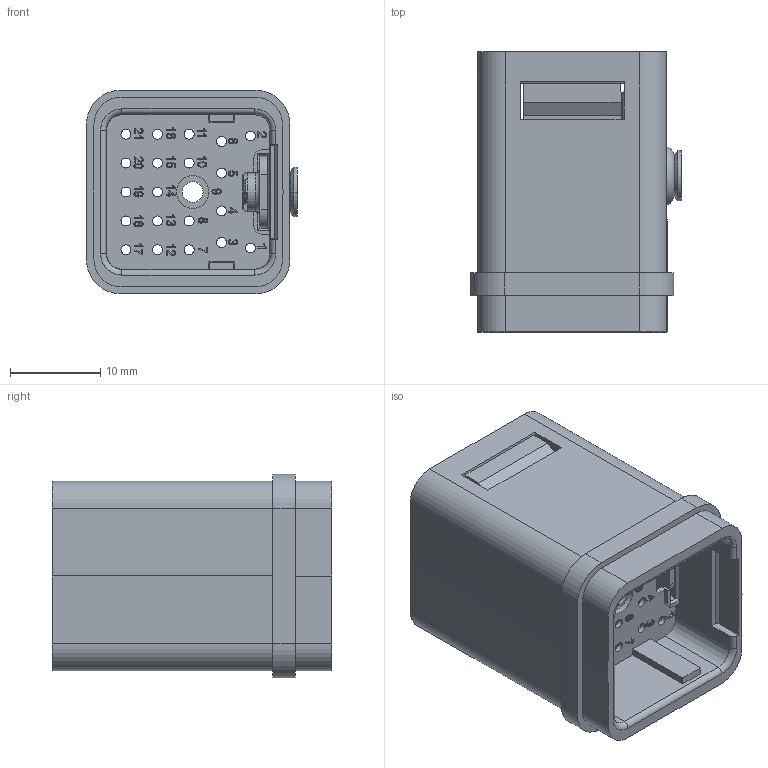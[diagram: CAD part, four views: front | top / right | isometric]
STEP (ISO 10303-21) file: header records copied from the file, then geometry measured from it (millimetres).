
FILE_DESCRIPTION(/* description */ (''),/* implementation_level */ '2;1');
FILE_NAME(/* name */ '3D_1300210100001_HQ-021-MC_V1.0_stp.stp',/* time_stamp */ '2024-01-20T16:26:03+08:00',/* author */ (''),/* organization */ (''),/* preprocessor_version */ 'ST-DEVELOPER v18.1',/* originating_system */ 'SIEMENS PLM Software NX 1980',/* authorisation */ '');
FILE_SCHEMA (('AUTOMOTIVE_DESIGN { 1 0 10303 214 3 1 1 1 }'));
Length unit declared in the file: millimetre
Products named in the file (1): ylga34E87DDAjey4
Bounding box: 23.36 x 31 x 22.52 mm (x, y, z)
Volume: 4706.6 mm3; surface area: 8255.1 mm2
Topology: 1 solids, 3 shells, 1025 faces, 2785 edges, 1842 vertices
Faces by surface type: plane 596, extrusion 178, cylinder 144, cone 77, torus 24, bspline 6
Full cylindrical faces by diameter (mm): 0.261 x1, 0.297 x1
Entity records: 40008 total; most frequent: CARTESIAN_POINT 15726, ORIENTED_EDGE 5562, DIRECTION 3936, EDGE_CURVE 2781, VERTEX_POINT 1842, VECTOR 1420, B_SPLINE_CURVE_WITH_KNOTS 1301, AXIS2_PLACEMENT_3D 1258
